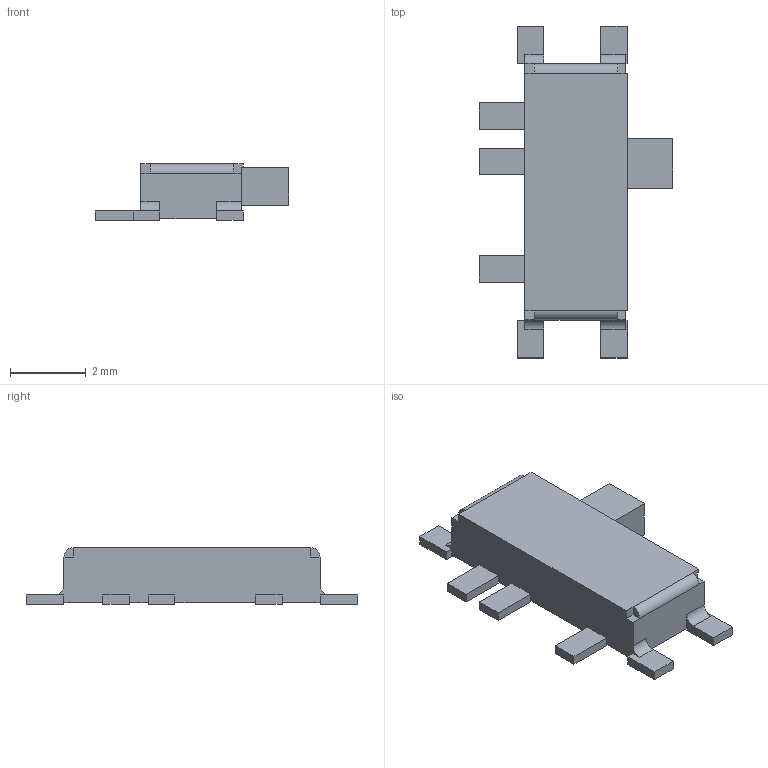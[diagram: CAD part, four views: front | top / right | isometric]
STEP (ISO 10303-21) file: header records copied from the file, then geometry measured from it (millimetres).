
FILE_DESCRIPTION (( 'STEP AP214' ), '1' );
FILE_NAME ('Micri-switch.STEP', '2024-06-18T18:16:02', ( '' ), ( '' ), 'SwSTEP 2.0', 'SolidWorks 2021', '' );
FILE_SCHEMA (( 'AUTOMOTIVE_DESIGN' ));
Length unit declared in the file: millimetre
Products named in the file (1): Micri-switch
Bounding box: 5.1 x 8.75 x 1.5 mm (x, y, z)
Volume: 28.8 mm3; surface area: 84.5 mm2
Topology: 1 solids, 1 shells, 77 faces, 205 edges, 130 vertices
Faces by surface type: plane 71, cylinder 6
Entity records: 2596 total; most frequent: CARTESIAN_POINT 413, ORIENTED_EDGE 410, DIRECTION 373, EDGE_CURVE 205, VECTOR 193, LINE 193, VERTEX_POINT 130, AXIS2_PLACEMENT_3D 90
